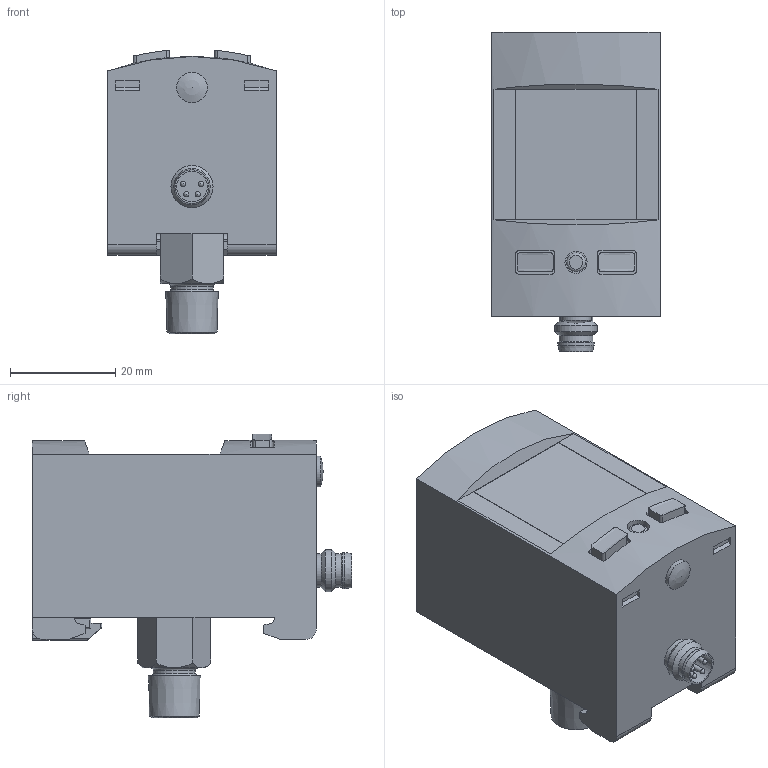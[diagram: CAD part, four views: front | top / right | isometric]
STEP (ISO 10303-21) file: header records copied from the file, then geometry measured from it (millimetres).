
FILE_DESCRIPTION(/* description */ ('STEP AP214'),/* implementation_level */ '2;1');
FILE_NAME(/* name */ '8001203_SPAU-P10R-T-R18M-L-PNLK-PNVBA-M8D',/* time_stamp */ '2024-09-11T15:22:36+02:00',/* author */ ('License CC BY-ND 4.0'),/* organization */ ('CADENAS'),/* preprocessor_version */ 'ST-DEVELOPER v19.3',/* originating_system */ 'PARTsolutions',/* authorisation */ ' ');
FILE_SCHEMA (('AUTOMOTIVE_DESIGN {1 0 10303 214 3 1 1}'));
Length unit declared in the file: millimetre
Products named in the file (3): 8001203 SPAU-P10R-T-R18M-L-PNLK-PNVBA-M8D; 8001200 SPAU-B2TR18M-LLKAM8DR18M8-p; 1345605 SPAU
Assembly tree (2 placements, depth 2):
  8001203 SPAU-P10R-T-R18M-L-PNLK-PNVBA-M8D
    8001200 SPAU-B2TR18M-LLKAM8DR18M8-p
    1345605 SPAU
Bounding box: 32 x 60.7 x 53.95 mm (x, y, z)
Volume: 58461.7 mm3; surface area: 11862.5 mm2
Topology: 2 solids, 2 shells, 210 faces, 524 edges, 343 vertices
Faces by surface type: plane 122, cylinder 65, cone 15, sphere 5, torus 3
Full cylindrical faces by diameter (mm): 1 x4, 1.35 x1, 1.5 x1, 2.459 x2, 3 x2, 3.6 x1, 4.134 x1, 4.2 x1, 5.8 x2, 6.4 x2, 6.9 x1, 8 x2
Entity records: 7187 total; most frequent: CARTESIAN_POINT 1107, DIRECTION 1004, ORIENTED_EDGE 940, EDGE_CURVE 470, AXIS2_PLACEMENT_3D 350, VERTEX_POINT 326, LINE 304, VECTOR 304
